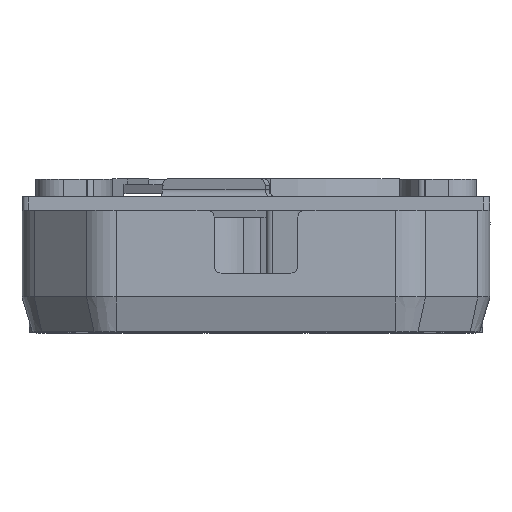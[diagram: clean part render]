
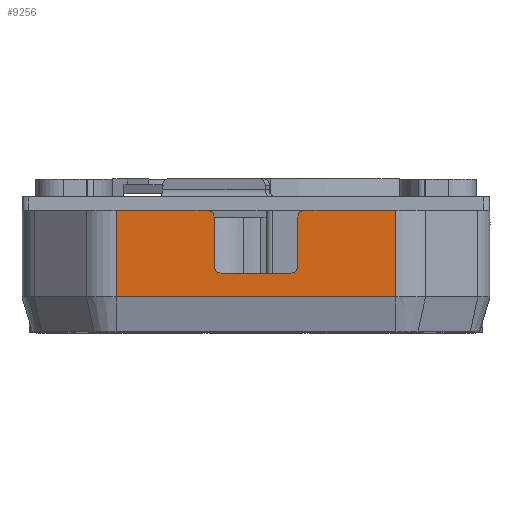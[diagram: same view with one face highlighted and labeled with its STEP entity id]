
A CAD part, top view. The second image highlights one B-rep face of the part: STEP entity #9256.
In plain terms, the highlighted planar face has unit normal (0, 0, 1).
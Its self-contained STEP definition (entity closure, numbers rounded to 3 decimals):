
#145=PLANE('',#9914);
#481=FACE_OUTER_BOUND('',#1006,.T.);
#1006=EDGE_LOOP('',(#6612,#6613,#6614,#6615,#6616,#6617,#6618,#6619,#6620,
#6621,#6622,#6623));
#1612=LINE('',#14100,#2548);
#1646=LINE('',#14199,#2582);
#1647=LINE('',#14203,#2583);
#1648=LINE('',#14205,#2584);
#1649=LINE('',#14209,#2585);
#1650=LINE('',#14213,#2586);
#1651=LINE('',#14217,#2587);
#1652=LINE('',#14220,#2588);
#2548=VECTOR('',#11162,10.);
#2582=VECTOR('',#11268,10.);
#2583=VECTOR('',#11273,10.);
#2584=VECTOR('',#11274,10.);
#2585=VECTOR('',#11277,10.);
#2586=VECTOR('',#11280,10.);
#2587=VECTOR('',#11283,10.);
#2588=VECTOR('',#11286,10.);
#3499=CIRCLE('',#9915,1.);
#3500=CIRCLE('',#9916,1.);
#3501=CIRCLE('',#9917,1.);
#3502=CIRCLE('',#9918,1.);
#4008=VERTEX_POINT('',#14096);
#4009=VERTEX_POINT('',#14098);
#4038=VERTEX_POINT('',#14198);
#4039=VERTEX_POINT('',#14202);
#4040=VERTEX_POINT('',#14204);
#4041=VERTEX_POINT('',#14206);
#4042=VERTEX_POINT('',#14208);
#4043=VERTEX_POINT('',#14210);
#4044=VERTEX_POINT('',#14212);
#4045=VERTEX_POINT('',#14214);
#4046=VERTEX_POINT('',#14216);
#4047=VERTEX_POINT('',#14218);
#4988=EDGE_CURVE('',#4009,#4008,#1612,.T.);
#5037=EDGE_CURVE('',#4008,#4038,#1646,.T.);
#5039=EDGE_CURVE('',#4039,#4009,#1647,.T.);
#5040=EDGE_CURVE('',#4040,#4039,#1648,.T.);
#5041=EDGE_CURVE('',#4041,#4040,#3499,.T.);
#5042=EDGE_CURVE('',#4041,#4042,#1649,.T.);
#5043=EDGE_CURVE('',#4043,#4042,#3500,.T.);
#5044=EDGE_CURVE('',#4043,#4044,#1650,.T.);
#5045=EDGE_CURVE('',#4045,#4044,#3501,.T.);
#5046=EDGE_CURVE('',#4045,#4046,#1651,.T.);
#5047=EDGE_CURVE('',#4047,#4046,#3502,.T.);
#5048=EDGE_CURVE('',#4038,#4047,#1652,.T.);
#6612=ORIENTED_EDGE('',*,*,#4988,.F.);
#6613=ORIENTED_EDGE('',*,*,#5039,.F.);
#6614=ORIENTED_EDGE('',*,*,#5040,.F.);
#6615=ORIENTED_EDGE('',*,*,#5041,.F.);
#6616=ORIENTED_EDGE('',*,*,#5042,.T.);
#6617=ORIENTED_EDGE('',*,*,#5043,.F.);
#6618=ORIENTED_EDGE('',*,*,#5044,.T.);
#6619=ORIENTED_EDGE('',*,*,#5045,.F.);
#6620=ORIENTED_EDGE('',*,*,#5046,.T.);
#6621=ORIENTED_EDGE('',*,*,#5047,.F.);
#6622=ORIENTED_EDGE('',*,*,#5048,.F.);
#6623=ORIENTED_EDGE('',*,*,#5037,.F.);
#9256=ADVANCED_FACE('',(#481),#145,.T.);
#9914=AXIS2_PLACEMENT_3D('',#14201,#11271,#11272);
#9915=AXIS2_PLACEMENT_3D('',#14207,#11275,#11276);
#9916=AXIS2_PLACEMENT_3D('',#14211,#11278,#11279);
#9917=AXIS2_PLACEMENT_3D('',#14215,#11281,#11282);
#9918=AXIS2_PLACEMENT_3D('',#14219,#11284,#11285);
#11162=DIRECTION('',(-1.,0.,0.));
#11268=DIRECTION('',(0.,1.,0.));
#11271=DIRECTION('center_axis',(0.,0.,
1.));
#11272=DIRECTION('ref_axis',(1.,0.,0.));
#11273=DIRECTION('',(0.,-1.,0.));
#11274=DIRECTION('',(1.,0.,0.));
#11275=DIRECTION('center_axis',(0.,0.,
-1.));
#11276=DIRECTION('ref_axis',(-0.707,0.707,0.));
#11277=DIRECTION('',(0.,-1.,0.));
#11278=DIRECTION('center_axis',(0.,0.,
1.));
#11279=DIRECTION('ref_axis',(0.707,-0.707,0.));
#11280=DIRECTION('',(-1.,0.,0.));
#11281=DIRECTION('center_axis',(0.,0.,
1.));
#11282=DIRECTION('ref_axis',(-0.707,-0.707,0.));
#11283=DIRECTION('',(0.,1.,0.));
#11284=DIRECTION('center_axis',(0.,0.,
-1.));
#11285=DIRECTION('ref_axis',(0.707,0.707,0.));
#11286=DIRECTION('',(1.,0.,0.));
#14096=CARTESIAN_POINT('',(-20.015,-17.,83.333));
#14098=CARTESIAN_POINT('',(20.015,-17.,83.333));
#14100=CARTESIAN_POINT('',(-11.25,-17.,83.333));
#14198=CARTESIAN_POINT('',(-20.015,-4.6,83.333));
#14199=CARTESIAN_POINT('',(-20.015,-22.,83.333));
#14201=CARTESIAN_POINT('Origin',(-22.5,-22.,83.333));
#14202=CARTESIAN_POINT('',(20.015,-4.6,83.333));
#14203=CARTESIAN_POINT('',(20.015,-22.,83.333));
#14204=CARTESIAN_POINT('',(7.,-4.6,83.333));
#14205=CARTESIAN_POINT('',(22.5,-4.6,83.333));
#14206=CARTESIAN_POINT('',(6.,-5.6,83.333));
#14207=CARTESIAN_POINT('Origin',(7.,-5.6,83.333));
#14208=CARTESIAN_POINT('',(6.,-12.6,83.333));
#14209=CARTESIAN_POINT('',(6.,-13.3,83.333));
#14210=CARTESIAN_POINT('',(5.,-13.6,83.333));
#14211=CARTESIAN_POINT('Origin',(5.,-12.6,83.333));
#14212=CARTESIAN_POINT('',(-5.,-13.6,83.333));
#14213=CARTESIAN_POINT('',(-11.25,-13.6,83.333));
#14214=CARTESIAN_POINT('',(-6.,-12.6,83.333));
#14215=CARTESIAN_POINT('Origin',(-5.,-12.6,83.333));
#14216=CARTESIAN_POINT('',(-6.,-5.6,83.333));
#14217=CARTESIAN_POINT('',(-6.,-13.3,83.333));
#14218=CARTESIAN_POINT('',(-7.,-4.6,83.333));
#14219=CARTESIAN_POINT('Origin',(-7.,-5.6,83.333));
#14220=CARTESIAN_POINT('',(22.5,-4.6,83.333));
